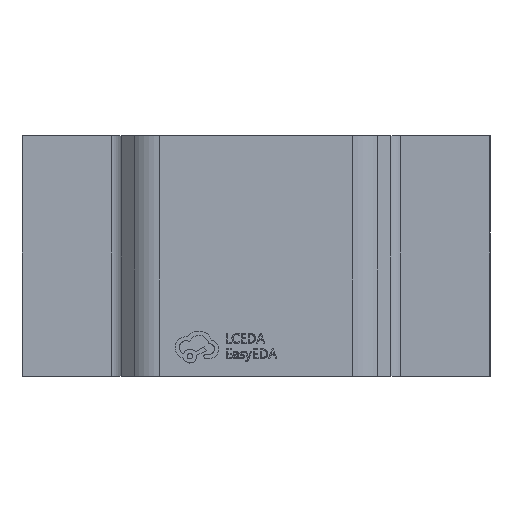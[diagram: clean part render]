
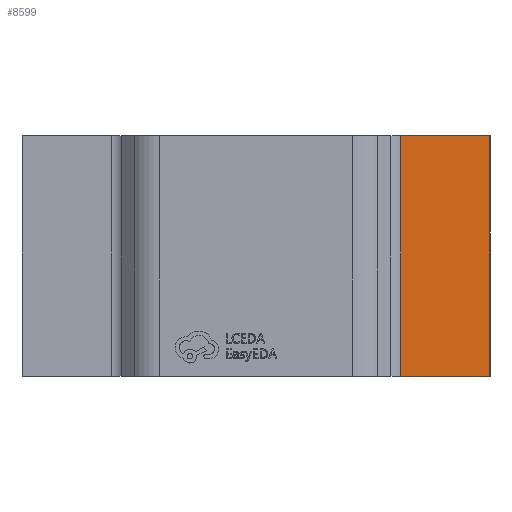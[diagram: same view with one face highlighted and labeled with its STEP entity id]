
A CAD part, top view. The second image highlights one B-rep face of the part: STEP entity #8599.
In plain terms, the highlighted planar face has unit normal (0, 0, 1).
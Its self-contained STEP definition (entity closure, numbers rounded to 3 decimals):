
#962 = CARTESIAN_POINT ( 'NONE',  ( 4.957, -2.55, 0.342 ) ) ;
#1223 = CARTESIAN_POINT ( 'NONE',  ( 4.957, 2.55, 0.342 ) ) ;
#1392 = PLANE ( 'NONE',  #2913 ) ;
#1531 = CARTESIAN_POINT ( 'NONE',  ( 4.957, 2.55, 0.342 ) ) ;
#1789 = LINE ( 'NONE', #5464, #2517 ) ;
#2517 = VECTOR ( 'NONE', #9293, 1000. ) ;
#2565 = DIRECTION ( 'NONE',  ( 1., 0., 0. ) ) ;
#2913 = AXIS2_PLACEMENT_3D ( 'NONE', #6204, #3249, #9870 ) ;
#2918 = ORIENTED_EDGE ( 'NONE', *, *, #11104, .F. ) ;
#3056 = VERTEX_POINT ( 'NONE', #10803 ) ;
#3114 = EDGE_LOOP ( 'NONE', ( #4382, #3599, #2918, #3827 ) ) ;
#3249 = DIRECTION ( 'NONE',  ( 0., 0., -1. ) ) ;
#3327 = VERTEX_POINT ( 'NONE', #7807 ) ;
#3599 = ORIENTED_EDGE ( 'NONE', *, *, #10186, .F. ) ;
#3768 = DIRECTION ( 'NONE',  ( 1., 0., 0. ) ) ;
#3827 = ORIENTED_EDGE ( 'NONE', *, *, #8925, .T. ) ;
#3958 = VERTEX_POINT ( 'NONE', #5450 ) ;
#4382 = ORIENTED_EDGE ( 'NONE', *, *, #6234, .T. ) ;
#5450 = CARTESIAN_POINT ( 'NONE',  ( 3.066, 2.55, 0.342 ) ) ;
#5464 = CARTESIAN_POINT ( 'NONE',  ( 3.066, 2.55, 0.342 ) ) ;
#6204 = CARTESIAN_POINT ( 'NONE',  ( 4.957, 2.55, 0.342 ) ) ;
#6234 = EDGE_CURVE ( 'NONE', #3056, #10310, #8592, .T. ) ;
#7079 = VECTOR ( 'NONE', #3768, 1000. ) ;
#7601 = CARTESIAN_POINT ( 'NONE',  ( 4.957, -2.55, 0.342 ) ) ;
#7807 = CARTESIAN_POINT ( 'NONE',  ( 4.957, 2.55, 0.342 ) ) ;
#7831 = LINE ( 'NONE', #1223, #8027 ) ;
#7933 = FACE_OUTER_BOUND ( 'NONE', #3114, .T. ) ;
#8027 = VECTOR ( 'NONE', #11466, 1000. ) ;
#8592 = LINE ( 'NONE', #7601, #7079 ) ;
#8599 = ADVANCED_FACE ( 'NONE', ( #7933 ), #1392, .F. ) ;
#8925 = EDGE_CURVE ( 'NONE', #3958, #3056, #1789, .T. ) ;
#9138 = VECTOR ( 'NONE', #2565, 1000. ) ;
#9293 = DIRECTION ( 'NONE',  ( 0., -1., 0. ) ) ;
#9870 = DIRECTION ( 'NONE',  ( -1., 0., 0. ) ) ;
#10186 = EDGE_CURVE ( 'NONE', #3327, #10310, #7831, .T. ) ;
#10310 = VERTEX_POINT ( 'NONE', #962 ) ;
#10803 = CARTESIAN_POINT ( 'NONE',  ( 3.066, -2.55, 0.342 ) ) ;
#10985 = LINE ( 'NONE', #1531, #9138 ) ;
#11104 = EDGE_CURVE ( 'NONE', #3958, #3327, #10985, .T. ) ;
#11466 = DIRECTION ( 'NONE',  ( 0., -1., 0. ) ) ;
